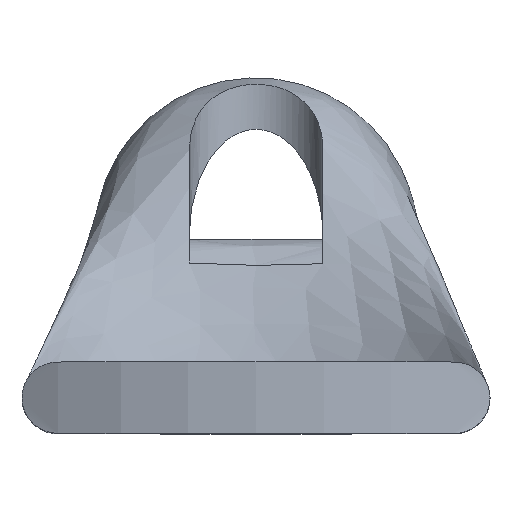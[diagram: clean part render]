
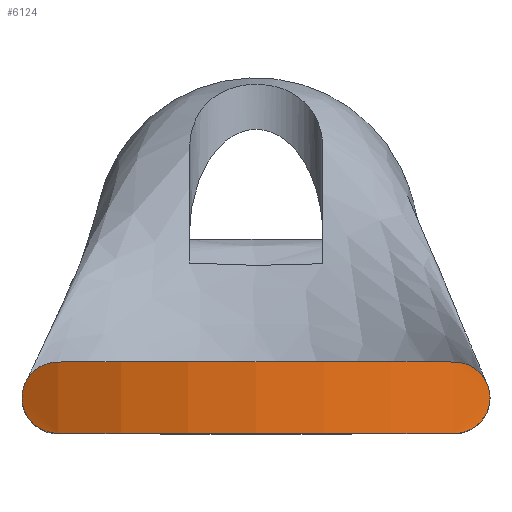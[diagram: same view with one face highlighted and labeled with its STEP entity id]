
A CAD part, top view. The second image highlights one B-rep face of the part: STEP entity #6124.
In plain terms, the highlighted cylindrical face has radius 20 mm (diameter 40 mm), a partial arc.
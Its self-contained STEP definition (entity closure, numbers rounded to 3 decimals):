
#4301=CARTESIAN_POINT('',(-8.9,-5.55,46.911));
#4302=VERTEX_POINT('',#4301);
#4311=CARTESIAN_POINT('',(8.9,-5.55,46.911));
#4312=VERTEX_POINT('',#4311);
#4313=CARTESIAN_POINT('',(0.,-5.55,29.));
#4314=DIRECTION('',(0.,1.0,0.));
#4315=DIRECTION('',(0.525,0.,-0.851));
#4316=AXIS2_PLACEMENT_3D('',#4313,#4314,#4315);
#4317=CIRCLE('',#4316,20.0);
#4318=EDGE_CURVE('',#4302,#4312,#4317,.T.);
#6002=CARTESIAN_POINT('',(8.9,-8.75,46.911));
#6003=VERTEX_POINT('',#6002);
#6010=CARTESIAN_POINT('',(-8.9,-8.75,46.911));
#6011=VERTEX_POINT('',#6010);
#6012=CARTESIAN_POINT('',(0.,-8.75,29.));
#6013=DIRECTION('',(0.,-1.0,0.));
#6014=DIRECTION('',(0.525,0.,-0.851));
#6015=AXIS2_PLACEMENT_3D('',#6012,#6013,#6014);
#6016=CIRCLE('',#6015,20.0);
#6017=EDGE_CURVE('',#6003,#6011,#6016,.T.);
#6037=CARTESIAN_POINT('',(-10.5,-7.15,46.022));
#6038=VERTEX_POINT('',#6037);
#6039=CARTESIAN_POINT('',(-10.5,-7.15,46.022));
#6040=CARTESIAN_POINT('',(-10.5,-6.949,46.022));
#6041=CARTESIAN_POINT('',(-10.46,-6.738,46.047));
#6042=CARTESIAN_POINT('',(-10.304,-6.356,46.142));
#6043=CARTESIAN_POINT('',(-10.189,-6.184,46.211));
#6044=CARTESIAN_POINT('',(-9.914,-5.894,46.371));
#6045=CARTESIAN_POINT('',(-9.729,-5.764,46.476));
#6046=CARTESIAN_POINT('',(-9.325,-5.592,46.695));
#6047=CARTESIAN_POINT('',(-9.106,-5.55,46.808));
#6048=CARTESIAN_POINT('',(-8.9,-5.55,46.911));
#6049=B_SPLINE_CURVE_WITH_KNOTS('',3,(#6039,#6040,#6041,#6042,#6043,#6044,#6045,#6046,#6047,#6048),.UNSPECIFIED.,.F.,.U.,(4,2,2,2,4),(1.023,1.083,1.143,1.212,1.281),.UNSPECIFIED.);
#6050=EDGE_CURVE('',#6038,#4302,#6049,.T.);
#6057=CARTESIAN_POINT('',(-8.9,-8.75,46.911));
#6058=CARTESIAN_POINT('',(-9.106,-8.75,46.808));
#6059=CARTESIAN_POINT('',(-9.325,-8.708,46.695));
#6060=CARTESIAN_POINT('',(-9.729,-8.536,46.476));
#6061=CARTESIAN_POINT('',(-9.914,-8.406,46.371));
#6062=CARTESIAN_POINT('',(-10.189,-8.116,46.211));
#6063=CARTESIAN_POINT('',(-10.304,-7.944,46.142));
#6064=CARTESIAN_POINT('',(-10.46,-7.562,46.047));
#6065=CARTESIAN_POINT('',(-10.5,-7.351,46.022));
#6066=CARTESIAN_POINT('',(-10.5,-7.15,46.022));
#6067=B_SPLINE_CURVE_WITH_KNOTS('',3,(#6057,#6058,#6059,#6060,#6061,#6062,#6063,#6064,#6065,#6066),.UNSPECIFIED.,.F.,.U.,(4,2,2,2,4),(0.764,0.833,0.902,0.962,1.023),.UNSPECIFIED.);
#6068=EDGE_CURVE('',#6011,#6038,#6067,.T.);
#6085=CARTESIAN_POINT('',(0.,-5.55,29.));
#6086=DIRECTION('',(0.,-1.0,0.0));
#6087=DIRECTION('',(0.525,0.,-0.851));
#6088=AXIS2_PLACEMENT_3D('',#6085,#6086,#6087);
#6089=CYLINDRICAL_SURFACE('',#6088,20.0);
#6090=CARTESIAN_POINT('',(10.5,-7.15,46.022));
#6091=VERTEX_POINT('',#6090);
#6092=CARTESIAN_POINT('',(10.5,-7.15,46.022));
#6093=CARTESIAN_POINT('',(10.5,-7.351,46.022));
#6094=CARTESIAN_POINT('',(10.46,-7.562,46.047));
#6095=CARTESIAN_POINT('',(10.304,-7.944,46.142));
#6096=CARTESIAN_POINT('',(10.189,-8.116,46.211));
#6097=CARTESIAN_POINT('',(9.914,-8.406,46.371));
#6098=CARTESIAN_POINT('',(9.729,-8.536,46.476));
#6099=CARTESIAN_POINT('',(9.325,-8.708,46.695));
#6100=CARTESIAN_POINT('',(9.106,-8.75,46.808));
#6101=CARTESIAN_POINT('',(8.9,-8.75,46.911));
#6102=B_SPLINE_CURVE_WITH_KNOTS('',3,(#6092,#6093,#6094,#6095,#6096,#6097,#6098,#6099,#6100,#6101),.UNSPECIFIED.,.F.,.U.,(4,2,2,2,4),(0.511,0.571,0.632,0.701,0.77),.UNSPECIFIED.);
#6103=EDGE_CURVE('',#6091,#6003,#6102,.T.);
#6104=ORIENTED_EDGE('',*,*,#6103,.F.);
#6105=CARTESIAN_POINT('',(8.9,-5.55,46.911));
#6106=CARTESIAN_POINT('',(9.106,-5.55,46.808));
#6107=CARTESIAN_POINT('',(9.325,-5.592,46.695));
#6108=CARTESIAN_POINT('',(9.729,-5.764,46.476));
#6109=CARTESIAN_POINT('',(9.914,-5.894,46.371));
#6110=CARTESIAN_POINT('',(10.189,-6.184,46.211));
#6111=CARTESIAN_POINT('',(10.304,-6.356,46.142));
#6112=CARTESIAN_POINT('',(10.46,-6.738,46.047));
#6113=CARTESIAN_POINT('',(10.5,-6.949,46.022));
#6114=CARTESIAN_POINT('',(10.5,-7.15,46.022));
#6115=B_SPLINE_CURVE_WITH_KNOTS('',3,(#6105,#6106,#6107,#6108,#6109,#6110,#6111,#6112,#6113,#6114),.UNSPECIFIED.,.F.,.U.,(4,2,2,2,4),(0.253,0.322,0.391,0.451,0.511),.UNSPECIFIED.);
#6116=EDGE_CURVE('',#4312,#6091,#6115,.T.);
#6117=ORIENTED_EDGE('',*,*,#6116,.F.);
#6118=ORIENTED_EDGE('',*,*,#4318,.F.);
#6119=ORIENTED_EDGE('',*,*,#6050,.F.);
#6120=ORIENTED_EDGE('',*,*,#6068,.F.);
#6121=ORIENTED_EDGE('',*,*,#6017,.F.);
#6122=EDGE_LOOP('',(#6104,#6117,#6118,#6119,#6120,#6121));
#6123=FACE_OUTER_BOUND('',#6122,.T.);
#6124=ADVANCED_FACE('',(#6123),#6089,.T.);
